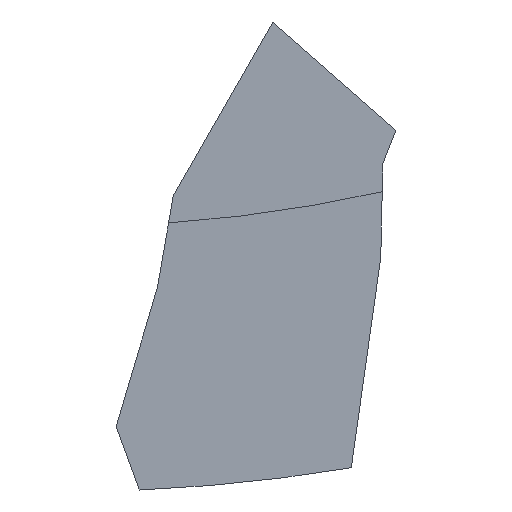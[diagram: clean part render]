
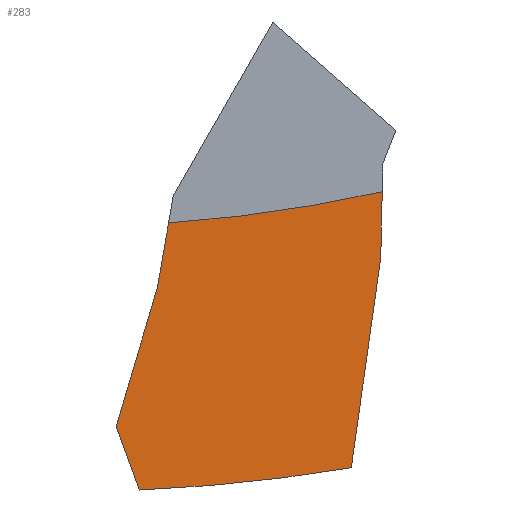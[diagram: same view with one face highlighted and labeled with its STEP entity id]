
A CAD part, front view. The second image highlights one B-rep face of the part: STEP entity #283.
In plain terms, the highlighted planar face has unit normal (0, -1, 0).
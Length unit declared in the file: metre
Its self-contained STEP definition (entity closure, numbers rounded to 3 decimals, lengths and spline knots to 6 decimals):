
#13=CIRCLE('',#303,0.006375);
#16=CIRCLE('',#316,0.005387);
#77=ORIENTED_EDGE('',*,*,#110,.F.);
#78=ORIENTED_EDGE('',*,*,#108,.T.);
#79=ORIENTED_EDGE('',*,*,#104,.F.);
#80=ORIENTED_EDGE('',*,*,#102,.T.);
#81=ORIENTED_EDGE('',*,*,#125,.T.);
#82=ORIENTED_EDGE('',*,*,#136,.T.);
#83=ORIENTED_EDGE('',*,*,#114,.F.);
#102=EDGE_CURVE('',#139,#141,#167,.T.);
#104=EDGE_CURVE('',#139,#143,#13,.T.);
#108=EDGE_CURVE('',#145,#143,#171,.T.);
#110=EDGE_CURVE('',#145,#147,#173,.T.);
#114=EDGE_CURVE('',#147,#150,#177,.T.);
#125=EDGE_CURVE('',#141,#159,#188,.T.);
#136=EDGE_CURVE('',#159,#150,#16,.T.);
#139=VERTEX_POINT('',#402);
#141=VERTEX_POINT('',#406);
#143=VERTEX_POINT('',#412);
#145=VERTEX_POINT('',#417);
#147=VERTEX_POINT('',#424);
#150=VERTEX_POINT('',#432);
#159=VERTEX_POINT('',#452);
#167=LINE('',#407,#200);
#171=LINE('',#419,#204);
#173=LINE('',#423,#206);
#177=LINE('',#431,#210);
#188=LINE('',#453,#221);
#200=VECTOR('',#328,1.);
#204=VECTOR('',#340,1.);
#206=VECTOR('',#344,1.);
#210=VECTOR('',#350,1.);
#221=VECTOR('',#363,1.);
#241=EDGE_LOOP('',(#77,#78,#79,#80,#81,#82,#83));
#256=FACE_BOUND('',#241,.T.);
#270=PLANE('',#315);
#283=ADVANCED_FACE('',(#256),#270,.F.);
#303=AXIS2_PLACEMENT_3D('',#411,#333,#334);
#315=AXIS2_PLACEMENT_3D('',#473,#386,#387);
#316=AXIS2_PLACEMENT_3D('',#474,#388,#389);
#328=DIRECTION('',(0.139,0.,0.99));
#333=DIRECTION('',(0.,1.,0.));
#334=DIRECTION('',(1.,0.,0.));
#340=DIRECTION('',(0.342,0.,-0.94));
#344=DIRECTION('',(0.285,0.,0.959));
#350=DIRECTION('',(0.171,0.,0.985));
#363=DIRECTION('',(0.022,0.,1.));
#386=DIRECTION('',(0.,1.,0.));
#387=DIRECTION('',(1.,0.,0.));
#388=DIRECTION('',(0.,1.,0.));
#389=DIRECTION('',(1.,0.,0.));
#402=CARTESIAN_POINT('',(0.001062,-0.0055,-0.006286));
#406=CARTESIAN_POINT('',(0.001172,-0.0055,-0.005502));
#407=CARTESIAN_POINT('',(0.001134,-0.0055,-0.005769));
#411=CARTESIAN_POINT('',(0.,-0.0055,0.));
#412=CARTESIAN_POINT('',(0.000271,-0.0055,-0.006369));
#417=CARTESIAN_POINT('',(0.000185,-0.0055,-0.006133));
#419=CARTESIAN_POINT('',(0.000228,-0.0055,-0.006251));
#423=CARTESIAN_POINT('',(0.000262,-0.0055,-0.005874));
#424=CARTESIAN_POINT('',(0.000339,-0.0055,-0.005615));
#431=CARTESIAN_POINT('',(0.000368,-0.0055,-0.005443));
#432=CARTESIAN_POINT('',(0.00038,-0.0055,-0.005373));
#452=CARTESIAN_POINT('',(0.001177,-0.0055,-0.005257));
#453=CARTESIAN_POINT('',(0.001175,-0.0055,-0.005327));
#473=CARTESIAN_POINT('',(0.,-0.0055,0.));
#474=CARTESIAN_POINT('',(0.,-0.0055,0.));
